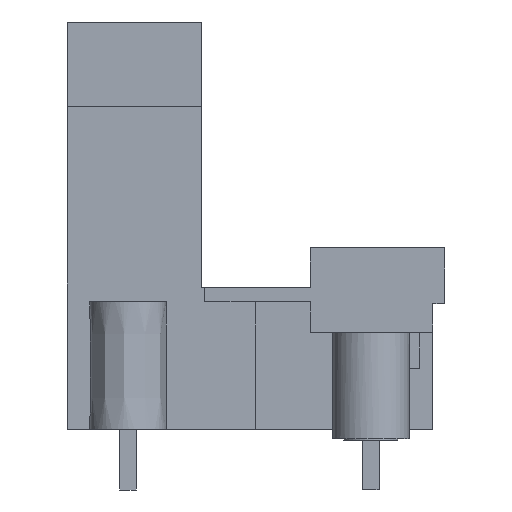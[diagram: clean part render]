
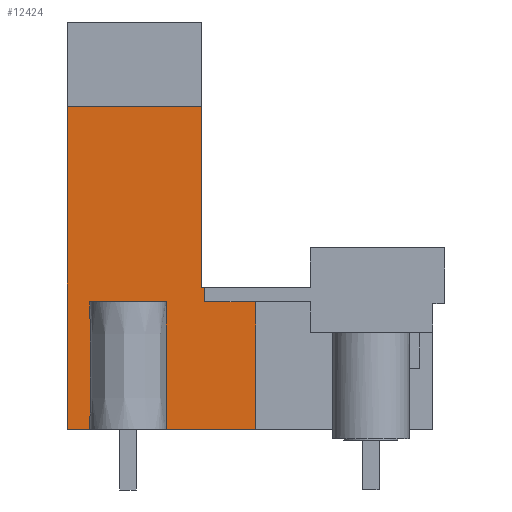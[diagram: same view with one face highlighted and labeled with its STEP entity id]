
A CAD part, left-side view. The second image highlights one B-rep face of the part: STEP entity #12424.
In plain terms, the highlighted planar face has unit normal (-1, 0, 0).
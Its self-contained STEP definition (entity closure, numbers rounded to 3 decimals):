
#12349=AXIS2_PLACEMENT_3D('Plane Axis2P3D',#12346,#12347,#12348) ;
#6849=CARTESIAN_POINT('Vertex',(3.84,23.67,3.8)) ;
#6852=CARTESIAN_POINT('Line Origine',(3.84,23.67,13.93)) ;
#6856=CARTESIAN_POINT('Vertex',(3.84,23.67,24.06)) ;
#7153=CARTESIAN_POINT('Vertex',(3.84,15.24,24.06)) ;
#7156=CARTESIAN_POINT('Line Origine',(3.84,15.24,18.38)) ;
#7160=CARTESIAN_POINT('Vertex',(3.84,15.24,12.7)) ;
#8209=CARTESIAN_POINT('Vertex',(3.84,21.887,3.8)) ;
#8212=CARTESIAN_POINT('Line Origine',(3.84,22.779,3.8)) ;
#8426=CARTESIAN_POINT('Vertex',(3.84,11.84,3.8)) ;
#8429=CARTESIAN_POINT('Line Origine',(3.84,13.165,3.8)) ;
#8433=CARTESIAN_POINT('Vertex',(3.84,14.49,3.8)) ;
#8436=CARTESIAN_POINT('Line Origine',(3.84,16.171,3.8)) ;
#8440=CARTESIAN_POINT('Vertex',(3.84,17.853,3.8)) ;
#12346=CARTESIAN_POINT('Axis2P3D Location',(3.84,23.67,3.2)) ;
#12351=CARTESIAN_POINT('Line Origine',(3.84,20.055,24.06)) ;
#12355=CARTESIAN_POINT('Vertex',(3.84,16.44,24.06)) ;
#12358=CARTESIAN_POINT('Line Origine',(3.84,21.887,7.8)) ;
#12362=CARTESIAN_POINT('Vertex',(3.84,21.887,11.8)) ;
#12365=CARTESIAN_POINT('Line Origine',(3.84,19.87,11.8)) ;
#12369=CARTESIAN_POINT('Vertex',(3.84,17.853,11.8)) ;
#12372=CARTESIAN_POINT('Line Origine',(3.84,17.853,7.8)) ;
#12377=CARTESIAN_POINT('Line Origine',(3.84,11.84,7.8)) ;
#12381=CARTESIAN_POINT('Vertex',(3.84,11.84,11.8)) ;
#12384=CARTESIAN_POINT('Line Origine',(3.84,13.44,11.8)) ;
#12388=CARTESIAN_POINT('Vertex',(3.84,15.04,11.8)) ;
#12391=CARTESIAN_POINT('Line Origine',(3.84,15.04,12.25)) ;
#12395=CARTESIAN_POINT('Vertex',(3.84,15.04,12.7)) ;
#12398=CARTESIAN_POINT('Line Origine',(3.84,15.14,12.7)) ;
#12403=CARTESIAN_POINT('Line Origine',(3.84,15.84,24.06)) ;
#6853=DIRECTION('Vector Direction',(0.,0.,1.)) ;
#7157=DIRECTION('Vector Direction',(0.,0.,1.)) ;
#8213=DIRECTION('Vector Direction',(0.,1.,0.)) ;
#8430=DIRECTION('Vector Direction',(0.,-1.,0.)) ;
#8437=DIRECTION('Vector Direction',(0.,1.,0.)) ;
#12347=DIRECTION('Axis2P3D Direction',(-1.,0.,0.)) ;
#12348=DIRECTION('Axis2P3D XDirection',(0.,-1.,0.)) ;
#12352=DIRECTION('Vector Direction',(0.,1.,0.)) ;
#12359=DIRECTION('Vector Direction',(0.,0.,1.)) ;
#12366=DIRECTION('Vector Direction',(0.,1.,0.)) ;
#12373=DIRECTION('Vector Direction',(0.,0.,1.)) ;
#12378=DIRECTION('Vector Direction',(0.,0.,1.)) ;
#12385=DIRECTION('Vector Direction',(0.,1.,0.)) ;
#12392=DIRECTION('Vector Direction',(0.,0.,-1.)) ;
#12399=DIRECTION('Vector Direction',(0.,-1.,0.)) ;
#12404=DIRECTION('Vector Direction',(0.,-1.,0.)) ;
#6854=VECTOR('Line Direction',#6853,1.) ;
#7158=VECTOR('Line Direction',#7157,1.) ;
#8214=VECTOR('Line Direction',#8213,1.) ;
#8431=VECTOR('Line Direction',#8430,1.) ;
#8438=VECTOR('Line Direction',#8437,1.) ;
#12353=VECTOR('Line Direction',#12352,1.) ;
#12360=VECTOR('Line Direction',#12359,1.) ;
#12367=VECTOR('Line Direction',#12366,1.) ;
#12374=VECTOR('Line Direction',#12373,1.) ;
#12379=VECTOR('Line Direction',#12378,1.) ;
#12386=VECTOR('Line Direction',#12385,1.) ;
#12393=VECTOR('Line Direction',#12392,1.) ;
#12400=VECTOR('Line Direction',#12399,1.) ;
#12405=VECTOR('Line Direction',#12404,1.) ;
#12409=ORIENTED_EDGE('',*,*,#12357,.T.) ;
#12410=ORIENTED_EDGE('',*,*,#6858,.T.) ;
#12411=ORIENTED_EDGE('',*,*,#8216,.F.) ;
#12412=ORIENTED_EDGE('',*,*,#12364,.T.) ;
#12413=ORIENTED_EDGE('',*,*,#12371,.F.) ;
#12414=ORIENTED_EDGE('',*,*,#12376,.F.) ;
#12415=ORIENTED_EDGE('',*,*,#8442,.F.) ;
#12416=ORIENTED_EDGE('',*,*,#8435,.T.) ;
#12417=ORIENTED_EDGE('',*,*,#12383,.T.) ;
#12418=ORIENTED_EDGE('',*,*,#12390,.T.) ;
#12419=ORIENTED_EDGE('',*,*,#12397,.F.) ;
#12420=ORIENTED_EDGE('',*,*,#12402,.F.) ;
#12421=ORIENTED_EDGE('',*,*,#7162,.T.) ;
#12422=ORIENTED_EDGE('',*,*,#12407,.T.) ;
#12424=ADVANCED_FACE('HOUSING',(#12423),#12350,.T.) ;
#6858=EDGE_CURVE('',#6857,#6850,#6855,.F.) ;
#7162=EDGE_CURVE('',#7161,#7154,#7159,.T.) ;
#8216=EDGE_CURVE('',#8210,#6850,#8215,.T.) ;
#8435=EDGE_CURVE('',#8434,#8427,#8432,.T.) ;
#8442=EDGE_CURVE('',#8434,#8441,#8439,.T.) ;
#12357=EDGE_CURVE('',#12356,#6857,#12354,.T.) ;
#12364=EDGE_CURVE('',#8210,#12363,#12361,.T.) ;
#12371=EDGE_CURVE('',#12370,#12363,#12368,.T.) ;
#12376=EDGE_CURVE('',#8441,#12370,#12375,.T.) ;
#12383=EDGE_CURVE('',#8427,#12382,#12380,.T.) ;
#12390=EDGE_CURVE('',#12382,#12389,#12387,.T.) ;
#12397=EDGE_CURVE('',#12396,#12389,#12394,.T.) ;
#12402=EDGE_CURVE('',#7161,#12396,#12401,.T.) ;
#12407=EDGE_CURVE('',#7154,#12356,#12406,.F.) ;
#12408=EDGE_LOOP('',(#12409,#12410,#12411,#12412,#12413,#12414,#12415,#12416,#12417,#12418,#12419,#12420,#12421,#12422)) ;
#12423=FACE_OUTER_BOUND('',#12408,.T.) ;
#6855=LINE('Line',#6852,#6854) ;
#7159=LINE('Line',#7156,#7158) ;
#8215=LINE('Line',#8212,#8214) ;
#8432=LINE('Line',#8429,#8431) ;
#8439=LINE('Line',#8436,#8438) ;
#12354=LINE('Line',#12351,#12353) ;
#12361=LINE('Line',#12358,#12360) ;
#12368=LINE('Line',#12365,#12367) ;
#12375=LINE('Line',#12372,#12374) ;
#12380=LINE('Line',#12377,#12379) ;
#12387=LINE('Line',#12384,#12386) ;
#12394=LINE('Line',#12391,#12393) ;
#12401=LINE('Line',#12398,#12400) ;
#12406=LINE('Line',#12403,#12405) ;
#12350=PLANE('',#12349) ;
#6850=VERTEX_POINT('',#6849) ;
#6857=VERTEX_POINT('',#6856) ;
#7154=VERTEX_POINT('',#7153) ;
#7161=VERTEX_POINT('',#7160) ;
#8210=VERTEX_POINT('',#8209) ;
#8427=VERTEX_POINT('',#8426) ;
#8434=VERTEX_POINT('',#8433) ;
#8441=VERTEX_POINT('',#8440) ;
#12356=VERTEX_POINT('',#12355) ;
#12363=VERTEX_POINT('',#12362) ;
#12370=VERTEX_POINT('',#12369) ;
#12382=VERTEX_POINT('',#12381) ;
#12389=VERTEX_POINT('',#12388) ;
#12396=VERTEX_POINT('',#12395) ;
